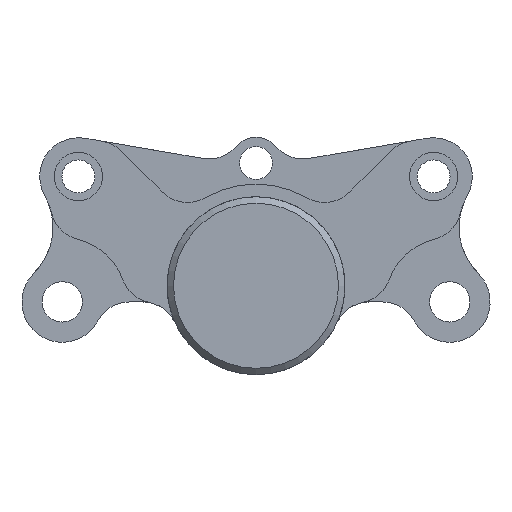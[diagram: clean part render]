
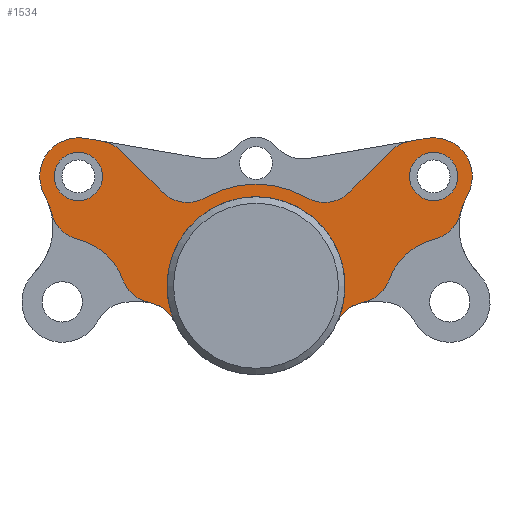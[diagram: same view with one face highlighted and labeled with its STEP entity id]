
A CAD part, front view. The second image highlights one B-rep face of the part: STEP entity #1534.
In plain terms, the highlighted planar face has unit normal (0, -1, 0).
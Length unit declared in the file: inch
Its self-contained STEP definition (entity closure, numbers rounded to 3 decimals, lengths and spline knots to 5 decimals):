
#32=FACE_BOUND('',#243,.T.);
#33=FACE_BOUND('',#244,.T.);
#60=PLANE('',#1739);
#147=FACE_OUTER_BOUND('',#242,.T.);
#242=EDGE_LOOP('',(#1344,#1345,#1346,#1347,#1348,#1349,#1350,#1351,#1352,
#1353,#1354,#1355,#1356,#1357,#1358,#1359,#1360,#1361,#1362,#1363,#1364,
#1365,#1366));
#243=EDGE_LOOP('',(#1367));
#244=EDGE_LOOP('',(#1368));
#290=LINE('',#2560,#393);
#327=LINE('',#2713,#430);
#332=LINE('',#2726,#435);
#349=LINE('',#2827,#452);
#393=VECTOR('',#1903,0.3937);
#430=VECTOR('',#2066,0.3937);
#435=VECTOR('',#2079,0.3937);
#452=VECTOR('',#2206,0.3937);
#493=CIRCLE('',#1613,0.3);
#497=CIRCLE('',#1619,0.5);
#502=CIRCLE('',#1628,0.3);
#505=CIRCLE('',#1633,0.1875);
#512=CIRCLE('',#1642,0.5);
#520=CIRCLE('',#1653,0.5);
#521=CIRCLE('',#1655,0.275);
#522=CIRCLE('',#1657,0.275);
#524=CIRCLE('',#1660,0.275);
#531=CIRCLE('',#1676,0.275);
#532=CIRCLE('',#1679,0.275);
#538=CIRCLE('',#1690,0.1875);
#556=CIRCLE('',#1713,0.5);
#557=CIRCLE('',#1715,0.275);
#558=CIRCLE('',#1717,0.275);
#559=CIRCLE('',#1719,0.275);
#565=CIRCLE('',#1735,0.275);
#566=CIRCLE('',#1737,0.275);
#568=CIRCLE('',#1740,0.7874);
#569=CIRCLE('',#1741,0.68898);
#570=CIRCLE('',#1742,0.68898);
#631=VERTEX_POINT('',#2557);
#632=VERTEX_POINT('',#2559);
#637=VERTEX_POINT('',#2571);
#641=VERTEX_POINT('',#2583);
#649=VERTEX_POINT('',#2605);
#650=VERTEX_POINT('',#2607);
#653=VERTEX_POINT('',#2617);
#660=VERTEX_POINT('',#2636);
#669=VERTEX_POINT('',#2660);
#670=VERTEX_POINT('',#2662);
#671=VERTEX_POINT('',#2668);
#674=VERTEX_POINT('',#2676);
#682=VERTEX_POINT('',#2706);
#685=VERTEX_POINT('',#2711);
#687=VERTEX_POINT('',#2717);
#689=VERTEX_POINT('',#2724);
#692=VERTEX_POINT('',#2742);
#709=VERTEX_POINT('',#2787);
#710=VERTEX_POINT('',#2789);
#711=VERTEX_POINT('',#2795);
#712=VERTEX_POINT('',#2799);
#716=VERTEX_POINT('',#2823);
#718=VERTEX_POINT('',#2826);
#721=VERTEX_POINT('',#2834);
#722=VERTEX_POINT('',#2842);
#803=EDGE_CURVE('',#632,#631,#290,.T.);
#810=EDGE_CURVE('',#631,#637,#493,.T.);
#816=EDGE_CURVE('',#637,#641,#497,.T.);
#826=EDGE_CURVE('',#649,#650,#502,.T.);
#831=EDGE_CURVE('',#653,#653,#505,.T.);
#841=EDGE_CURVE('',#650,#660,#512,.T.);
#855=EDGE_CURVE('',#670,#669,#520,.T.);
#856=EDGE_CURVE('',#670,#660,#521,.T.);
#857=EDGE_CURVE('',#671,#669,#522,.T.);
#861=EDGE_CURVE('',#674,#671,#524,.T.);
#878=EDGE_CURVE('',#685,#682,#327,.T.);
#881=EDGE_CURVE('',#685,#687,#531,.T.);
#885=EDGE_CURVE('',#689,#649,#332,.T.);
#886=EDGE_CURVE('',#689,#682,#532,.T.);
#893=EDGE_CURVE('',#692,#692,#538,.T.);
#917=EDGE_CURVE('',#710,#709,#556,.T.);
#919=EDGE_CURVE('',#710,#641,#557,.T.);
#920=EDGE_CURVE('',#711,#709,#558,.T.);
#923=EDGE_CURVE('',#712,#711,#559,.T.);
#934=EDGE_CURVE('',#718,#716,#349,.T.);
#938=EDGE_CURVE('',#718,#721,#565,.T.);
#940=EDGE_CURVE('',#632,#716,#566,.T.);
#942=EDGE_CURVE('',#687,#721,#568,.T.);
#943=EDGE_CURVE('',#722,#712,#569,.T.);
#944=EDGE_CURVE('',#674,#722,#570,.T.);
#1344=ORIENTED_EDGE('',*,*,#942,.T.);
#1345=ORIENTED_EDGE('',*,*,#938,.F.);
#1346=ORIENTED_EDGE('',*,*,#934,.T.);
#1347=ORIENTED_EDGE('',*,*,#940,.F.);
#1348=ORIENTED_EDGE('',*,*,#803,.T.);
#1349=ORIENTED_EDGE('',*,*,#810,.T.);
#1350=ORIENTED_EDGE('',*,*,#816,.T.);
#1351=ORIENTED_EDGE('',*,*,#919,.F.);
#1352=ORIENTED_EDGE('',*,*,#917,.T.);
#1353=ORIENTED_EDGE('',*,*,#920,.F.);
#1354=ORIENTED_EDGE('',*,*,#923,.F.);
#1355=ORIENTED_EDGE('',*,*,#943,.F.);
#1356=ORIENTED_EDGE('',*,*,#944,.F.);
#1357=ORIENTED_EDGE('',*,*,#861,.T.);
#1358=ORIENTED_EDGE('',*,*,#857,.T.);
#1359=ORIENTED_EDGE('',*,*,#855,.F.);
#1360=ORIENTED_EDGE('',*,*,#856,.T.);
#1361=ORIENTED_EDGE('',*,*,#841,.F.);
#1362=ORIENTED_EDGE('',*,*,#826,.F.);
#1363=ORIENTED_EDGE('',*,*,#885,.F.);
#1364=ORIENTED_EDGE('',*,*,#886,.T.);
#1365=ORIENTED_EDGE('',*,*,#878,.F.);
#1366=ORIENTED_EDGE('',*,*,#881,.T.);
#1367=ORIENTED_EDGE('',*,*,#831,.F.);
#1368=ORIENTED_EDGE('',*,*,#893,.T.);
#1534=ADVANCED_FACE('',(#147,#32,#33),#60,.F.);
#1613=AXIS2_PLACEMENT_3D('',#2573,#1913,#1914);
#1619=AXIS2_PLACEMENT_3D('',#2585,#1927,#1928);
#1628=AXIS2_PLACEMENT_3D('',#2608,#1950,#1951);
#1633=AXIS2_PLACEMENT_3D('',#2618,#1962,#1963);
#1642=AXIS2_PLACEMENT_3D('',#2637,#1983,#1984);
#1653=AXIS2_PLACEMENT_3D('',#2664,#2011,#2012);
#1655=AXIS2_PLACEMENT_3D('',#2666,#2015,#2016);
#1657=AXIS2_PLACEMENT_3D('',#2669,#2019,#2020);
#1660=AXIS2_PLACEMENT_3D('',#2677,#2027,#2028);
#1676=AXIS2_PLACEMENT_3D('',#2719,#2072,#2073);
#1679=AXIS2_PLACEMENT_3D('',#2728,#2082,#2083);
#1690=AXIS2_PLACEMENT_3D('',#2743,#2105,#2106);
#1713=AXIS2_PLACEMENT_3D('',#2790,#2157,#2158);
#1715=AXIS2_PLACEMENT_3D('',#2793,#2162,#2163);
#1717=AXIS2_PLACEMENT_3D('',#2796,#2166,#2167);
#1719=AXIS2_PLACEMENT_3D('',#2801,#2172,#2173);
#1735=AXIS2_PLACEMENT_3D('',#2835,#2213,#2214);
#1737=AXIS2_PLACEMENT_3D('',#2838,#2218,#2219);
#1739=AXIS2_PLACEMENT_3D('',#2840,#2222,#2223);
#1740=AXIS2_PLACEMENT_3D('',#2841,#2224,#2225);
#1741=AXIS2_PLACEMENT_3D('',#2843,#2226,#2227);
#1742=AXIS2_PLACEMENT_3D('',#2844,#2228,#2229);
#1903=DIRECTION('',(-0.986,0.,0.168));
#1913=DIRECTION('center_axis',(0.,-1.,0.));
#1914=DIRECTION('ref_axis',(1.,0.,0.));
#1927=DIRECTION('center_axis',(0.,1.,0.));
#1928=DIRECTION('ref_axis',(0.87,0.,0.492));
#1950=DIRECTION('center_axis',(0.,1.,0.));
#1951=DIRECTION('ref_axis',(-1.,0.,0.));
#1962=DIRECTION('center_axis',(0.,-1.,0.));
#1963=DIRECTION('ref_axis',(-1.,0.,0.));
#1983=DIRECTION('center_axis',(0.,-1.,0.));
#1984=DIRECTION('ref_axis',(-0.87,0.,0.492));
#2011=DIRECTION('center_axis',(0.,-1.,0.));
#2012=DIRECTION('ref_axis',(-1.,0.,0.));
#2015=DIRECTION('center_axis',(0.,-1.,0.));
#2016=DIRECTION('ref_axis',(0.711,0.,-0.703));
#2019=DIRECTION('center_axis',(0.,-1.,0.));
#2020=DIRECTION('ref_axis',(-0.192,0.,0.981));
#2027=DIRECTION('center_axis',(0.,1.,0.));
#2028=DIRECTION('ref_axis',(-0.541,0.,0.841));
#2066=DIRECTION('',(0.707,0.,0.707));
#2072=DIRECTION('center_axis',(0.,1.,0.));
#2073=DIRECTION('ref_axis',(0.131,0.,-0.991));
#2079=DIRECTION('',(0.986,0.,0.168));
#2082=DIRECTION('center_axis',(0.,-1.,0.));
#2083=DIRECTION('ref_axis',(-0.459,0.,0.888));
#2105=DIRECTION('center_axis',(0.,1.,0.));
#2106=DIRECTION('ref_axis',(1.,0.,0.));
#2157=DIRECTION('center_axis',(0.,1.,0.));
#2158=DIRECTION('ref_axis',(1.,0.,0.));
#2162=DIRECTION('center_axis',(0.,1.,0.));
#2163=DIRECTION('ref_axis',(-0.711,0.,-0.703));
#2166=DIRECTION('center_axis',(0.,1.,0.));
#2167=DIRECTION('ref_axis',(0.192,0.,0.981));
#2172=DIRECTION('center_axis',(0.,-1.,0.));
#2173=DIRECTION('ref_axis',(0.541,0.,0.841));
#2206=DIRECTION('',(-0.707,0.,0.707));
#2213=DIRECTION('center_axis',(0.,-1.,0.));
#2214=DIRECTION('ref_axis',(-0.131,0.,-0.991));
#2218=DIRECTION('center_axis',(0.,1.,0.));
#2219=DIRECTION('ref_axis',(0.459,0.,0.888));
#2222=DIRECTION('center_axis',(0.,1.,0.));
#2223=DIRECTION('ref_axis',(1.,0.,0.));
#2224=DIRECTION('center_axis',(0.,-1.,0.));
#2225=DIRECTION('ref_axis',(1.,0.,0.));
#2226=DIRECTION('center_axis',(0.,-1.,0.));
#2227=DIRECTION('ref_axis',(-1.,0.,0.));
#2228=DIRECTION('center_axis',(0.,-1.,0.));
#2229=DIRECTION('ref_axis',(-1.,0.,0.));
#2557=CARTESIAN_POINT('',(-1.32446,-1.1875,1.14217));
#2559=CARTESIAN_POINT('',(-1.19085,-1.1875,1.11933));
#2560=CARTESIAN_POINT('',(-1.32446,-1.1875,1.14217));
#2571=CARTESIAN_POINT('',(-1.63614,-1.1875,0.69878));
#2573=CARTESIAN_POINT('Origin',(-1.375,-1.1875,0.84646));
#2583=CARTESIAN_POINT('',(-1.58432,-1.1875,0.56575));
#2585=CARTESIAN_POINT('Origin',(-2.07137,-1.1875,0.45266));
#2605=CARTESIAN_POINT('',(1.32446,-1.1875,1.14217));
#2607=CARTESIAN_POINT('',(1.63614,-1.1875,0.69878));
#2608=CARTESIAN_POINT('Origin',(1.375,-1.1875,0.84646));
#2617=CARTESIAN_POINT('',(1.5625,-1.1875,0.84646));
#2618=CARTESIAN_POINT('Origin',(1.375,-1.1875,0.84646));
#2636=CARTESIAN_POINT('',(1.58432,-1.1875,0.56575));
#2637=CARTESIAN_POINT('Origin',(2.07137,-1.1875,0.45266));
#2660=CARTESIAN_POINT('',(1.03009,-1.1875,0.04584));
#2662=CARTESIAN_POINT('',(1.38158,-1.1875,0.36077));
#2664=CARTESIAN_POINT('Origin',(1.5,-1.1875,-0.125));
#2666=CARTESIAN_POINT('Origin',(1.31645,-1.1875,0.62795));
#2668=CARTESIAN_POINT('',(0.82436,-1.1875,-0.1301));
#2669=CARTESIAN_POINT('Origin',(0.77164,-1.1875,0.1398));
#2676=CARTESIAN_POINT('',(0.62686,-1.1875,-0.28589));
#2677=CARTESIAN_POINT('Origin',(0.87707,-1.1875,-0.4));
#2706=CARTESIAN_POINT('',(1.04272,-1.1875,1.04272));
#2711=CARTESIAN_POINT('',(0.72563,-1.1875,0.72563));
#2713=CARTESIAN_POINT('',(0.60992,-1.1875,0.60992));
#2717=CARTESIAN_POINT('',(0.39368,-1.1875,0.68192));
#2719=CARTESIAN_POINT('Origin',(0.53117,-1.1875,0.92008));
#2724=CARTESIAN_POINT('',(1.19085,-1.1875,1.11933));
#2726=CARTESIAN_POINT('',(1.32446,-1.1875,1.14217));
#2728=CARTESIAN_POINT('Origin',(1.23717,-1.1875,0.84826));
#2742=CARTESIAN_POINT('',(-1.5625,-1.1875,0.84646));
#2743=CARTESIAN_POINT('Origin',(-1.375,-1.1875,0.84646));
#2787=CARTESIAN_POINT('',(-1.03009,-1.1875,0.04584));
#2789=CARTESIAN_POINT('',(-1.38158,-1.1875,0.36077));
#2790=CARTESIAN_POINT('Origin',(-1.5,-1.1875,-0.125));
#2793=CARTESIAN_POINT('Origin',(-1.31645,-1.1875,0.62795));
#2795=CARTESIAN_POINT('',(-0.82436,-1.1875,-0.1301));
#2796=CARTESIAN_POINT('Origin',(-0.77164,-1.1875,0.1398));
#2799=CARTESIAN_POINT('',(-0.62686,-1.1875,-0.28589));
#2801=CARTESIAN_POINT('Origin',(-0.87707,-1.1875,-0.4));
#2823=CARTESIAN_POINT('',(-1.04272,-1.1875,1.04272));
#2826=CARTESIAN_POINT('',(-0.72563,-1.1875,0.72563));
#2827=CARTESIAN_POINT('',(-0.60992,-1.1875,0.60992));
#2834=CARTESIAN_POINT('',(-0.39368,-1.1875,0.68192));
#2835=CARTESIAN_POINT('Origin',(-0.53117,-1.1875,0.92008));
#2838=CARTESIAN_POINT('Origin',(-1.23717,-1.1875,0.84826));
#2840=CARTESIAN_POINT('Origin',(0.,-1.1875,0.23051));
#2841=CARTESIAN_POINT('Origin',(0.,-1.1875,0.));
#2842=CARTESIAN_POINT('',(-0.68898,-1.1875,0.));
#2843=CARTESIAN_POINT('Origin',(0.,-1.1875,0.));
#2844=CARTESIAN_POINT('Origin',(0.,-1.1875,0.));
